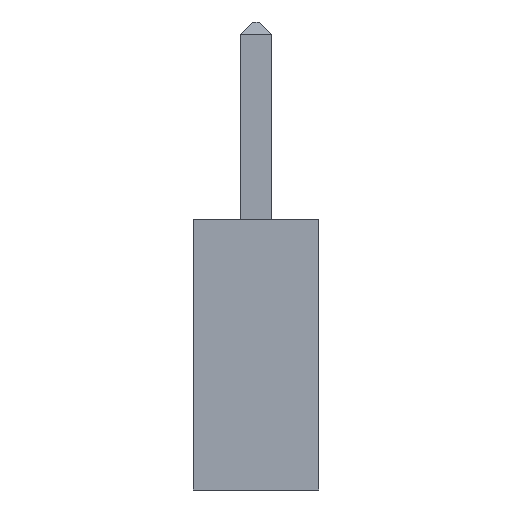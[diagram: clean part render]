
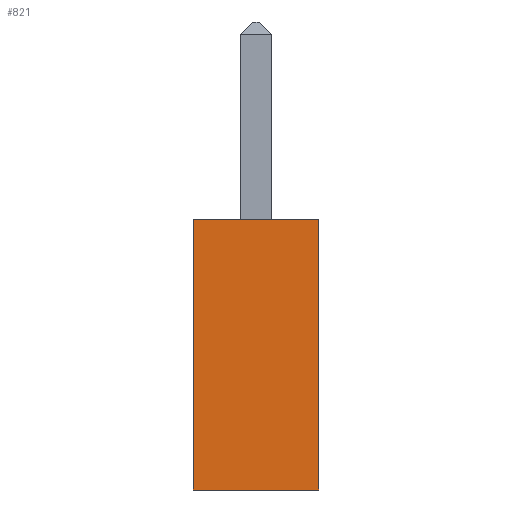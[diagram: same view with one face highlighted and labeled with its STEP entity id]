
A CAD part, left-side view. The second image highlights one B-rep face of the part: STEP entity #821.
In plain terms, the highlighted planar face has unit normal (-1, 0, 0).
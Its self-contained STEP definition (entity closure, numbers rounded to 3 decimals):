
#206 = DIRECTION ( 'NONE',  ( -1., 0., 0. ) ) ;
#227 = VERTEX_POINT ( 'NONE', #1174 ) ;
#345 = CARTESIAN_POINT ( 'NONE',  ( -1., -1., 0. ) ) ;
#389 = VECTOR ( 'NONE', #1716, 1000. ) ;
#417 = VECTOR ( 'NONE', #824, 1000. ) ;
#450 = VECTOR ( 'NONE', #1506, 1000. ) ;
#507 = CARTESIAN_POINT ( 'NONE',  ( -1., -1., 0. ) ) ;
#549 = VERTEX_POINT ( 'NONE', #1401 ) ;
#580 = FACE_OUTER_BOUND ( 'NONE', #1197, .T. ) ;
#620 = ORIENTED_EDGE ( 'NONE', *, *, #707, .F. ) ;
#685 = EDGE_CURVE ( 'NONE', #803, #549, #767, .T. ) ;
#700 = CARTESIAN_POINT ( 'NONE',  ( -1., 1., 0. ) ) ;
#707 = EDGE_CURVE ( 'NONE', #549, #227, #804, .T. ) ;
#767 = LINE ( 'NONE', #1626, #417 ) ;
#803 = VERTEX_POINT ( 'NONE', #700 ) ;
#804 = LINE ( 'NONE', #1492, #1076 ) ;
#821 = ADVANCED_FACE ( 'NONE', ( #580 ), #1009, .T. ) ;
#824 = DIRECTION ( 'NONE',  ( 0., 0., 1. ) ) ;
#913 = ORIENTED_EDGE ( 'NONE', *, *, #1622, .F. ) ;
#939 = ORIENTED_EDGE ( 'NONE', *, *, #1281, .T. ) ;
#973 = LINE ( 'NONE', #1367, #450 ) ;
#1009 = PLANE ( 'NONE',  #1655 ) ;
#1019 = DIRECTION ( 'NONE',  ( 0., 0., 1. ) ) ;
#1076 = VECTOR ( 'NONE', #1108, 1000. ) ;
#1108 = DIRECTION ( 'NONE',  ( 0., -1., 0. ) ) ;
#1174 = CARTESIAN_POINT ( 'NONE',  ( -1., -1., 4.3 ) ) ;
#1197 = EDGE_LOOP ( 'NONE', ( #939, #913, #620, #1690 ) ) ;
#1281 = EDGE_CURVE ( 'NONE', #803, #1359, #973, .T. ) ;
#1359 = VERTEX_POINT ( 'NONE', #345 ) ;
#1367 = CARTESIAN_POINT ( 'NONE',  ( -1., 0., 0. ) ) ;
#1401 = CARTESIAN_POINT ( 'NONE',  ( -1., 1., 4.3 ) ) ;
#1455 = LINE ( 'NONE', #507, #389 ) ;
#1492 = CARTESIAN_POINT ( 'NONE',  ( -1., 0., 4.3 ) ) ;
#1506 = DIRECTION ( 'NONE',  ( 0., -1., 0. ) ) ;
#1540 = CARTESIAN_POINT ( 'NONE',  ( -1., -1., 0. ) ) ;
#1622 = EDGE_CURVE ( 'NONE', #227, #1359, #1455, .T. ) ;
#1626 = CARTESIAN_POINT ( 'NONE',  ( -1., 1., 0. ) ) ;
#1655 = AXIS2_PLACEMENT_3D ( 'NONE', #1540, #206, #1019 ) ;
#1690 = ORIENTED_EDGE ( 'NONE', *, *, #685, .F. ) ;
#1716 = DIRECTION ( 'NONE',  ( 0., 0., -1. ) ) ;
